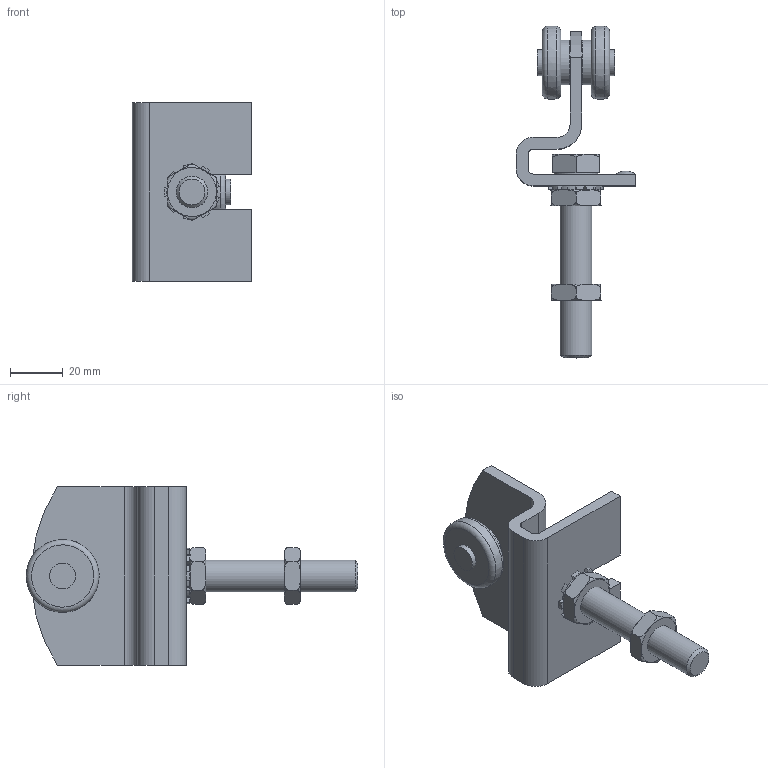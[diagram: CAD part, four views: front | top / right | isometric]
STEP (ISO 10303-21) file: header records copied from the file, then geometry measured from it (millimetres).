
FILE_DESCRIPTION(/* description */ (''),/* implementation_level */ '2;1');
FILE_NAME(/* name */ '03278.stp',/* time_stamp */ '2023-06-05T13:25:49+02:00',/* author */ ('Giuliano'),/* organization */ (''),/* preprocessor_version */ 'ST-DEVELOPER v18.1',/* originating_system */ 'Autodesk Inventor 2021',/* authorisation */ '');
FILE_SCHEMA (('AUTOMOTIVE_DESIGN { 1 0 10303 214 3 1 1 }'));
Length unit declared in the file: millimetre
Products named in the file (1): Pièce1
Bounding box: 45.5 x 126.45 x 68 mm (x, y, z)
Volume: 54734.4 mm3; surface area: 24030 mm2
Topology: 1 solids, 1 shells, 169 faces, 435 edges, 278 vertices
Faces by surface type: plane 98, cylinder 52, torus 8, cone 7, bspline 4
Full cylindrical faces by diameter (mm): 9.9 x2, 12 x3, 16.63 x1, 17 x2
Entity records: 5728 total; most frequent: CARTESIAN_POINT 1537, DIRECTION 889, ORIENTED_EDGE 866, EDGE_CURVE 433, AXIS2_PLACEMENT_3D 330, VERTEX_POINT 278, LINE 229, VECTOR 229
